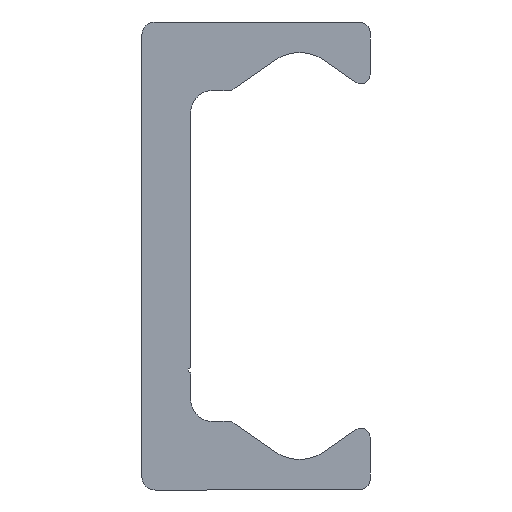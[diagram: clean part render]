
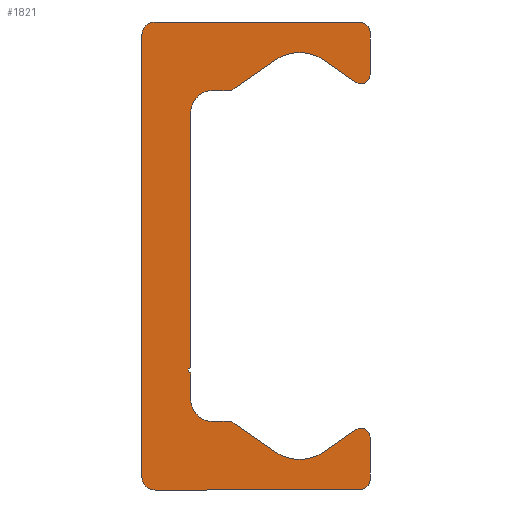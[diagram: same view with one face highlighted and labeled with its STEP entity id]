
A CAD part, left-side view. The second image highlights one B-rep face of the part: STEP entity #1821.
In plain terms, the highlighted planar face has unit normal (-1, 0, 0).
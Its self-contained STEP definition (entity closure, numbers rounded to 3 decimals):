
#900=CARTESIAN_POINT('',(0.0,9.25,-21.5));
#901=VERTEX_POINT('',#900);
#908=CARTESIAN_POINT('',(0.0,10.5,-20.25));
#909=VERTEX_POINT('',#908);
#910=CARTESIAN_POINT('',(0.0,9.25,-20.25));
#911=DIRECTION('',(1.0,0.0,0.0));
#912=DIRECTION('',(0.0,0.0,-1.0));
#913=AXIS2_PLACEMENT_3D('',#910,#911,#912);
#914=CIRCLE('',#913,1.25);
#915=EDGE_CURVE('',#901,#909,#914,.T.);
#939=CARTESIAN_POINT('',(0.0,-9.5,-21.5));
#940=VERTEX_POINT('',#939);
#947=CARTESIAN_POINT('',(0.0,-9.5,-21.5));
#948=DIRECTION('',(0.0,1.0,0.0));
#949=VECTOR('',#948,18.75);
#950=LINE('',#947,#949);
#951=EDGE_CURVE('',#940,#901,#950,.T.);
#971=CARTESIAN_POINT('',(0.0,-10.5,-20.5));
#972=VERTEX_POINT('',#971);
#979=CARTESIAN_POINT('',(0.0,-9.5,-20.5));
#980=DIRECTION('',(1.0,0.0,0.0));
#981=DIRECTION('',(0.0,-1.0,0.0));
#982=AXIS2_PLACEMENT_3D('',#979,#980,#981);
#983=CIRCLE('',#982,1.0);
#984=EDGE_CURVE('',#972,#940,#983,.T.);
#1003=CARTESIAN_POINT('',(0.0,-10.5,-16.65));
#1004=VERTEX_POINT('',#1003);
#1011=CARTESIAN_POINT('',(0.0,-10.5,-16.65));
#1012=DIRECTION('',(0.0,0.0,-1.0));
#1013=VECTOR('',#1012,3.85);
#1014=LINE('',#1011,#1013);
#1015=EDGE_CURVE('',#1004,#972,#1014,.T.);
#1035=CARTESIAN_POINT('',(0.0,-9.162,-15.954));
#1036=VERTEX_POINT('',#1035);
#1043=CARTESIAN_POINT('',(0.0,-9.65,-16.65));
#1044=DIRECTION('',(1.0,0.0,0.0));
#1045=DIRECTION('',(0.0,0.574,0.819));
#1046=AXIS2_PLACEMENT_3D('',#1043,#1044,#1045);
#1047=CIRCLE('',#1046,0.85);
#1048=EDGE_CURVE('',#1036,#1004,#1047,.T.);
#1067=CARTESIAN_POINT('',(0.0,-6.294,-17.962));
#1068=VERTEX_POINT('',#1067);
#1075=CARTESIAN_POINT('',(0.0,-6.294,-17.962));
#1076=DIRECTION('',(0.0,-0.819,0.574));
#1077=VECTOR('',#1076,3.501);
#1078=LINE('',#1075,#1077);
#1079=EDGE_CURVE('',#1068,#1036,#1078,.T.);
#1099=CARTESIAN_POINT('',(0.0,-1.706,-17.962));
#1100=VERTEX_POINT('',#1099);
#1107=CARTESIAN_POINT('',(0.0,-4.,-14.685));
#1108=DIRECTION('',(-1.0,0.0,0.0));
#1109=DIRECTION('',(0.0,0.574,0.819));
#1110=AXIS2_PLACEMENT_3D('',#1107,#1108,#1109);
#1111=CIRCLE('',#1110,4.0);
#1112=EDGE_CURVE('',#1100,#1068,#1111,.T.);
#1131=CARTESIAN_POINT('',(0.0,1.981,-15.381));
#1132=VERTEX_POINT('',#1131);
#1139=CARTESIAN_POINT('',(0.0,1.981,-15.381));
#1140=DIRECTION('',(0.0,-0.819,-0.574));
#1141=VECTOR('',#1140,4.5);
#1142=LINE('',#1139,#1141);
#1143=EDGE_CURVE('',#1132,#1100,#1142,.T.);
#1163=CARTESIAN_POINT('',(0.0,2.554,-15.2));
#1164=VERTEX_POINT('',#1163);
#1171=CARTESIAN_POINT('',(0.0,2.554,-16.2));
#1172=DIRECTION('',(1.0,0.0,0.0));
#1173=DIRECTION('',(0.0,0.0,1.0));
#1174=AXIS2_PLACEMENT_3D('',#1171,#1172,#1173);
#1175=CIRCLE('',#1174,1.);
#1176=EDGE_CURVE('',#1164,#1132,#1175,.T.);
#1195=CARTESIAN_POINT('',(0.0,4.0,-15.2));
#1196=VERTEX_POINT('',#1195);
#1203=CARTESIAN_POINT('',(0.0,4.0,-15.2));
#1204=DIRECTION('',(0.0,-1.0,0.0));
#1205=VECTOR('',#1204,1.446);
#1206=LINE('',#1203,#1205);
#1207=EDGE_CURVE('',#1196,#1164,#1206,.T.);
#1227=CARTESIAN_POINT('',(0.0,6.,-13.2));
#1228=VERTEX_POINT('',#1227);
#1235=CARTESIAN_POINT('',(0.0,4.,-13.2));
#1236=DIRECTION('',(-1.0,0.0,0.0));
#1237=DIRECTION('',(0.0,0.0,1.0));
#1238=AXIS2_PLACEMENT_3D('',#1235,#1236,#1237);
#1239=CIRCLE('',#1238,2.0);
#1240=EDGE_CURVE('',#1228,#1196,#1239,.T.);
#1259=CARTESIAN_POINT('',(0.0,6.,-10.75));
#1260=VERTEX_POINT('',#1259);
#1267=CARTESIAN_POINT('',(0.0,6.,-10.75));
#1268=DIRECTION('',(0.0,0.0,-1.0));
#1269=VECTOR('',#1268,2.45);
#1270=LINE('',#1267,#1269);
#1271=EDGE_CURVE('',#1260,#1228,#1270,.T.);
#1291=CARTESIAN_POINT('',(0.0,6.,-10.25));
#1292=VERTEX_POINT('',#1291);
#1299=CARTESIAN_POINT('',(0.0,6.,-10.5));
#1300=DIRECTION('',(-1.0,0.0,0.0));
#1301=DIRECTION('',(0.0,0.0,1.0));
#1302=AXIS2_PLACEMENT_3D('',#1299,#1300,#1301);
#1303=CIRCLE('',#1302,0.25);
#1304=EDGE_CURVE('',#1292,#1260,#1303,.T.);
#1323=CARTESIAN_POINT('',(0.0,6.,13.2));
#1324=VERTEX_POINT('',#1323);
#1331=CARTESIAN_POINT('',(0.0,6.,13.2));
#1332=DIRECTION('',(0.0,0.0,-1.0));
#1333=VECTOR('',#1332,23.45);
#1334=LINE('',#1331,#1333);
#1335=EDGE_CURVE('',#1324,#1292,#1334,.T.);
#1391=CARTESIAN_POINT('',(0.0,4.0,15.2));
#1392=VERTEX_POINT('',#1391);
#1399=CARTESIAN_POINT('',(0.0,4.,13.2));
#1400=DIRECTION('',(-1.0,0.0,0.0));
#1401=DIRECTION('',(0.0,-1.0,0.0));
#1402=AXIS2_PLACEMENT_3D('',#1399,#1400,#1401);
#1403=CIRCLE('',#1402,2.0);
#1404=EDGE_CURVE('',#1392,#1324,#1403,.T.);
#1423=CARTESIAN_POINT('',(0.0,2.554,15.2));
#1424=VERTEX_POINT('',#1423);
#1431=CARTESIAN_POINT('',(0.0,2.554,15.2));
#1432=DIRECTION('',(0.0,1.0,0.0));
#1433=VECTOR('',#1432,1.446);
#1434=LINE('',#1431,#1433);
#1435=EDGE_CURVE('',#1424,#1392,#1434,.T.);
#1455=CARTESIAN_POINT('',(0.0,1.981,15.381));
#1456=VERTEX_POINT('',#1455);
#1463=CARTESIAN_POINT('',(0.0,2.554,16.2));
#1464=DIRECTION('',(1.0,0.0,0.0));
#1465=DIRECTION('',(0.0,-0.574,-0.819));
#1466=AXIS2_PLACEMENT_3D('',#1463,#1464,#1465);
#1467=CIRCLE('',#1466,1.);
#1468=EDGE_CURVE('',#1456,#1424,#1467,.T.);
#1487=CARTESIAN_POINT('',(0.0,-1.706,17.962));
#1488=VERTEX_POINT('',#1487);
#1495=CARTESIAN_POINT('',(0.0,-1.706,17.962));
#1496=DIRECTION('',(0.0,0.819,-0.574));
#1497=VECTOR('',#1496,4.5);
#1498=LINE('',#1495,#1497);
#1499=EDGE_CURVE('',#1488,#1456,#1498,.T.);
#1519=CARTESIAN_POINT('',(0.0,-6.294,17.962));
#1520=VERTEX_POINT('',#1519);
#1527=CARTESIAN_POINT('',(0.0,-4.,14.685));
#1528=DIRECTION('',(-1.0,0.0,0.0));
#1529=DIRECTION('',(0.0,-0.574,-0.819));
#1530=AXIS2_PLACEMENT_3D('',#1527,#1528,#1529);
#1531=CIRCLE('',#1530,4.0);
#1532=EDGE_CURVE('',#1520,#1488,#1531,.T.);
#1551=CARTESIAN_POINT('',(0.0,-9.162,15.954));
#1552=VERTEX_POINT('',#1551);
#1559=CARTESIAN_POINT('',(0.0,-9.162,15.954));
#1560=DIRECTION('',(0.0,0.819,0.574));
#1561=VECTOR('',#1560,3.501);
#1562=LINE('',#1559,#1561);
#1563=EDGE_CURVE('',#1552,#1520,#1562,.T.);
#1583=CARTESIAN_POINT('',(0.0,-10.5,16.65));
#1584=VERTEX_POINT('',#1583);
#1591=CARTESIAN_POINT('',(0.0,-9.65,16.65));
#1592=DIRECTION('',(1.0,0.0,0.0));
#1593=DIRECTION('',(0.0,-1.0,0.0));
#1594=AXIS2_PLACEMENT_3D('',#1591,#1592,#1593);
#1595=CIRCLE('',#1594,0.85);
#1596=EDGE_CURVE('',#1584,#1552,#1595,.T.);
#1615=CARTESIAN_POINT('',(0.0,-10.5,20.5));
#1616=VERTEX_POINT('',#1615);
#1623=CARTESIAN_POINT('',(0.0,-10.5,20.5));
#1624=DIRECTION('',(0.0,0.0,-1.0));
#1625=VECTOR('',#1624,3.85);
#1626=LINE('',#1623,#1625);
#1627=EDGE_CURVE('',#1616,#1584,#1626,.T.);
#1647=CARTESIAN_POINT('',(0.0,-9.5,21.5));
#1648=VERTEX_POINT('',#1647);
#1655=CARTESIAN_POINT('',(0.0,-9.5,20.5));
#1656=DIRECTION('',(1.0,0.0,0.0));
#1657=DIRECTION('',(0.0,0.0,1.0));
#1658=AXIS2_PLACEMENT_3D('',#1655,#1656,#1657);
#1659=CIRCLE('',#1658,1.0);
#1660=EDGE_CURVE('',#1648,#1616,#1659,.T.);
#1679=CARTESIAN_POINT('',(0.0,9.25,21.5));
#1680=VERTEX_POINT('',#1679);
#1687=CARTESIAN_POINT('',(0.0,9.25,21.5));
#1688=DIRECTION('',(0.0,-1.0,0.0));
#1689=VECTOR('',#1688,18.75);
#1690=LINE('',#1687,#1689);
#1691=EDGE_CURVE('',#1680,#1648,#1690,.T.);
#1711=CARTESIAN_POINT('',(0.0,10.5,20.25));
#1712=VERTEX_POINT('',#1711);
#1719=CARTESIAN_POINT('',(0.0,9.25,20.25));
#1720=DIRECTION('',(1.0,0.0,0.0));
#1721=DIRECTION('',(0.0,1.0,0.0));
#1722=AXIS2_PLACEMENT_3D('',#1719,#1720,#1721);
#1723=CIRCLE('',#1722,1.25);
#1724=EDGE_CURVE('',#1712,#1680,#1723,.T.);
#1742=CARTESIAN_POINT('',(0.0,10.5,-20.25));
#1743=DIRECTION('',(0.0,0.0,1.0));
#1744=VECTOR('',#1743,40.5);
#1745=LINE('',#1742,#1744);
#1746=EDGE_CURVE('',#909,#1712,#1745,.T.);
#1788=CARTESIAN_POINT('',(0.0,2.66,-0.019));
#1789=DIRECTION('',(1.0,0.0,0.0));
#1790=DIRECTION('',(0.0,0.0,-1.0));
#1791=AXIS2_PLACEMENT_3D('',#1788,#1789,#1790);
#1792=PLANE('',#1791);
#1793=ORIENTED_EDGE('',*,*,#1746,.F.);
#1794=ORIENTED_EDGE('',*,*,#915,.F.);
#1795=ORIENTED_EDGE('',*,*,#951,.F.);
#1796=ORIENTED_EDGE('',*,*,#984,.F.);
#1797=ORIENTED_EDGE('',*,*,#1015,.F.);
#1798=ORIENTED_EDGE('',*,*,#1048,.F.);
#1799=ORIENTED_EDGE('',*,*,#1079,.F.);
#1800=ORIENTED_EDGE('',*,*,#1112,.F.);
#1801=ORIENTED_EDGE('',*,*,#1143,.F.);
#1802=ORIENTED_EDGE('',*,*,#1176,.F.);
#1803=ORIENTED_EDGE('',*,*,#1207,.F.);
#1804=ORIENTED_EDGE('',*,*,#1240,.F.);
#1805=ORIENTED_EDGE('',*,*,#1271,.F.);
#1806=ORIENTED_EDGE('',*,*,#1304,.F.);
#1807=ORIENTED_EDGE('',*,*,#1335,.F.);
#1808=ORIENTED_EDGE('',*,*,#1404,.F.);
#1809=ORIENTED_EDGE('',*,*,#1435,.F.);
#1810=ORIENTED_EDGE('',*,*,#1468,.F.);
#1811=ORIENTED_EDGE('',*,*,#1499,.F.);
#1812=ORIENTED_EDGE('',*,*,#1532,.F.);
#1813=ORIENTED_EDGE('',*,*,#1563,.F.);
#1814=ORIENTED_EDGE('',*,*,#1596,.F.);
#1815=ORIENTED_EDGE('',*,*,#1627,.F.);
#1816=ORIENTED_EDGE('',*,*,#1660,.F.);
#1817=ORIENTED_EDGE('',*,*,#1691,.F.);
#1818=ORIENTED_EDGE('',*,*,#1724,.F.);
#1819=EDGE_LOOP('',(#1793,#1794,#1795,#1796,#1797,#1798,#1799,#1800,#1801,#1802,#1803,#1804,#1805,#1806,#1807,#1808,#1809,#1810,#1811,#1812,#1813,#1814,#1815,#1816,#1817,#1818));
#1820=FACE_OUTER_BOUND('',#1819,.T.);
#1821=ADVANCED_FACE('',(#1820),#1792,.F.);
